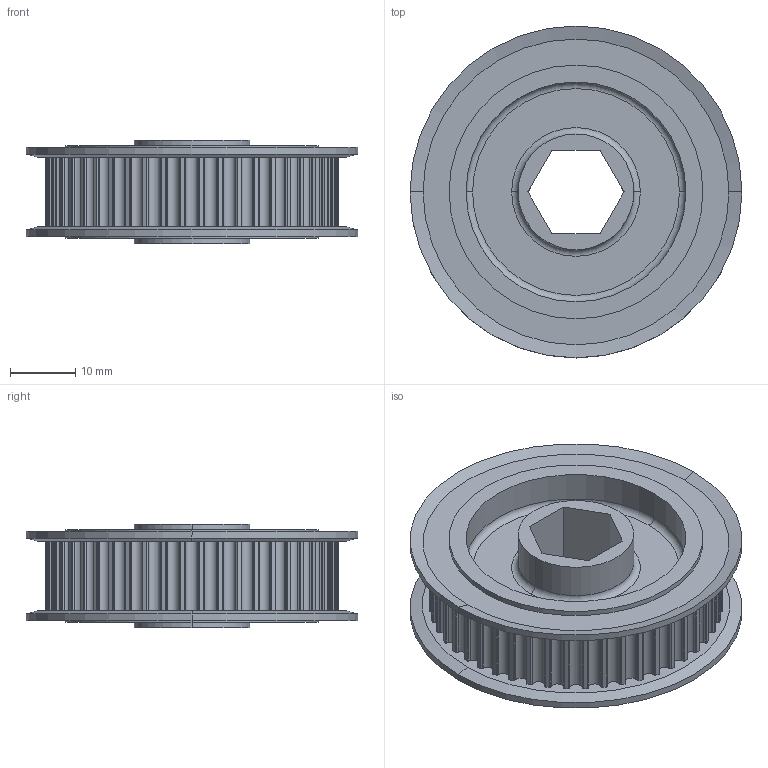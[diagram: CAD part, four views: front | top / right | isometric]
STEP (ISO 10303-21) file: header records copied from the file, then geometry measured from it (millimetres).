
FILE_DESCRIPTION (( 'STEP AP214' ), '1' );
FILE_NAME ('217-5874-001 Rev3.STEP', '2017-07-06T19:20:06', ( '' ), ( '' ), 'SwSTEP 2.0', 'SolidWorks 2017', '' );
FILE_SCHEMA (( 'AUTOMOTIVE_DESIGN' ));
Length unit declared in the file: inch
Products named in the file (1): 217-5874-001 Rev3
Bounding box: 51 x 51 x 15.88 mm (x, y, z)
Volume: 13116.8 mm3; surface area: 10038.9 mm2
Topology: 1 solids, 1 shells, 365 faces, 1049 edges, 694 vertices
Faces by surface type: cylinder 333, plane 16, torus 8, cone 8
Entity records: 12409 total; most frequent: DIRECTION 2471, CARTESIAN_POINT 2109, ORIENTED_EDGE 2098, AXIS2_PLACEMENT_3D 1056, EDGE_CURVE 1049, VERTEX_POINT 694, CIRCLE 690, EDGE_LOOP 375
